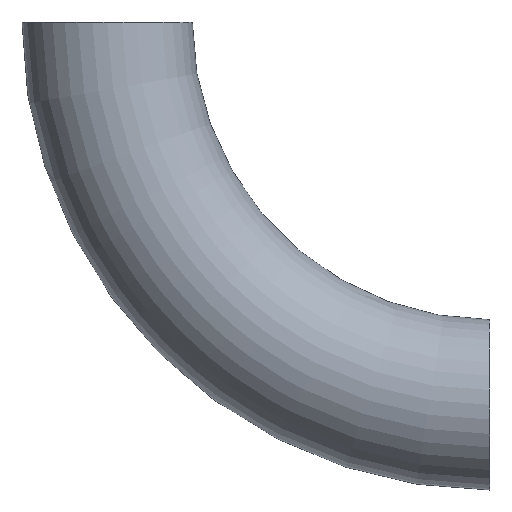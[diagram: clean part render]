
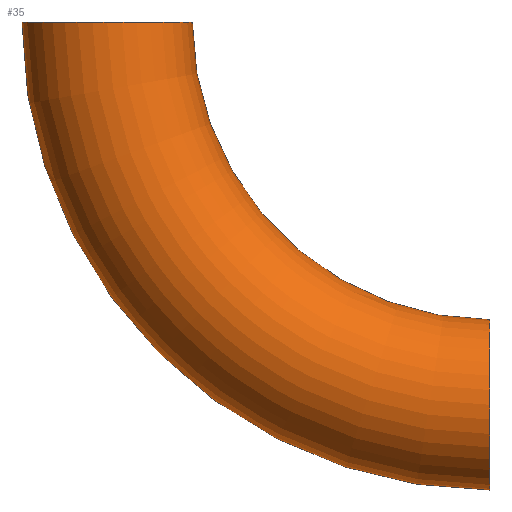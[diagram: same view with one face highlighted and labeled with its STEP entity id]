
A CAD part, front view. The second image highlights one B-rep face of the part: STEP entity #35.
In plain terms, the highlighted toroidal (fillet/blend) face has major radius 100 mm and minor radius 22.25 mm.
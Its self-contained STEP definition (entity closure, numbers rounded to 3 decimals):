
#2 = CARTESIAN_POINT ( 'NONE',  ( 0., 0., -77.75 ) ) ;
#14 = ORIENTED_EDGE ( 'NONE', *, *, #61, .T. ) ;
#20 = DIRECTION ( 'NONE',  ( -1., 0., 0. ) ) ;
#22 = DIRECTION ( 'NONE',  ( 0., 0., 1. ) ) ;
#33 = ORIENTED_EDGE ( 'NONE', *, *, #81, .T. ) ;
#35 = ADVANCED_FACE ( 'NONE', ( #54 ), #42, .T. ) ;
#36 = DIRECTION ( 'NONE',  ( 0., 0., 1. ) ) ;
#42 = TOROIDAL_SURFACE ( 'NONE', #111, 100., 22.25 ) ;
#53 = CARTESIAN_POINT ( 'NONE',  ( 0., 0., 0. ) ) ;
#54 = FACE_OUTER_BOUND ( 'NONE', #155, .T. ) ;
#58 = VERTEX_POINT ( 'NONE', #2 ) ;
#61 = EDGE_CURVE ( 'NONE', #212, #58, #96, .T. ) ;
#67 = ORIENTED_EDGE ( 'NONE', *, *, #167, .F. ) ;
#74 = CARTESIAN_POINT ( 'NONE',  ( -100., 0., 0. ) ) ;
#75 = AXIS2_PLACEMENT_3D ( 'NONE', #74, #117, #176 ) ;
#81 = EDGE_CURVE ( 'NONE', #58, #170, #120, .T. ) ;
#82 = CARTESIAN_POINT ( 'NONE',  ( 0., 0., -122.25 ) ) ;
#95 = DIRECTION ( 'NONE',  ( 0., 1., 0. ) ) ;
#96 = CIRCLE ( 'NONE', #168, 22.25 ) ;
#111 = AXIS2_PLACEMENT_3D ( 'NONE', #160, #153, #138 ) ;
#112 = EDGE_CURVE ( 'NONE', #230, #170, #244, .T. ) ;
#115 = CIRCLE ( 'NONE', #236, 122.25 ) ;
#117 = DIRECTION ( 'NONE',  ( 0., 0., 1. ) ) ;
#120 = CIRCLE ( 'NONE', #154, 77.75 ) ;
#127 = CARTESIAN_POINT ( 'NONE',  ( 0., 0., 0. ) ) ;
#138 = DIRECTION ( 'NONE',  ( 0., 0., 1. ) ) ;
#153 = DIRECTION ( 'NONE',  ( 0., 1., 0. ) ) ;
#154 = AXIS2_PLACEMENT_3D ( 'NONE', #53, #95, #253 ) ;
#155 = EDGE_LOOP ( 'NONE', ( #67, #14, #33, #203 ) ) ;
#160 = CARTESIAN_POINT ( 'NONE',  ( 0., 0., 0. ) ) ;
#167 = EDGE_CURVE ( 'NONE', #212, #230, #115, .T. ) ;
#168 = AXIS2_PLACEMENT_3D ( 'NONE', #192, #20, #36 ) ;
#170 = VERTEX_POINT ( 'NONE', #220 ) ;
#176 = DIRECTION ( 'NONE',  ( 1., 0., 0. ) ) ;
#180 = CARTESIAN_POINT ( 'NONE',  ( -122.25, 0., 0. ) ) ;
#192 = CARTESIAN_POINT ( 'NONE',  ( 0., 0., -100. ) ) ;
#203 = ORIENTED_EDGE ( 'NONE', *, *, #112, .F. ) ;
#212 = VERTEX_POINT ( 'NONE', #82 ) ;
#217 = DIRECTION ( 'NONE',  ( 0., 1., 0. ) ) ;
#220 = CARTESIAN_POINT ( 'NONE',  ( -77.75, 0., 0. ) ) ;
#230 = VERTEX_POINT ( 'NONE', #180 ) ;
#236 = AXIS2_PLACEMENT_3D ( 'NONE', #127, #217, #22 ) ;
#244 = CIRCLE ( 'NONE', #75, 22.25 ) ;
#253 = DIRECTION ( 'NONE',  ( 0., 0., 1. ) ) ;
